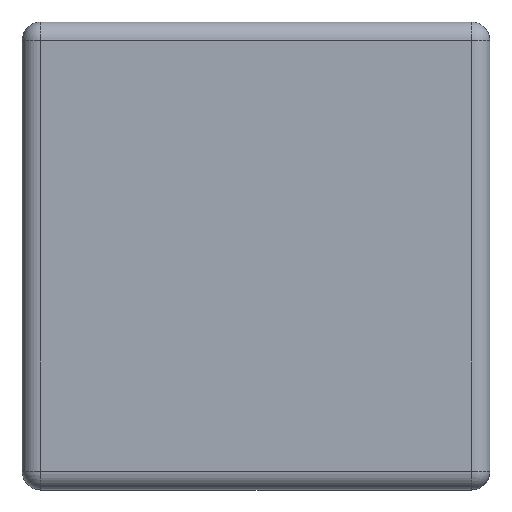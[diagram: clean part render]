
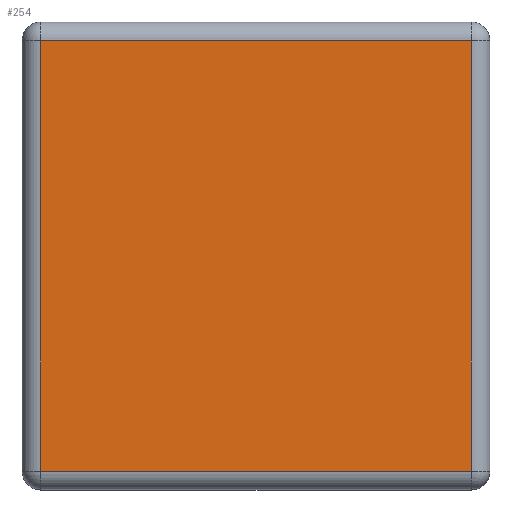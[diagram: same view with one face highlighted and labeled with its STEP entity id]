
A CAD part, top view. The second image highlights one B-rep face of the part: STEP entity #254.
In plain terms, the highlighted planar face has unit normal (0, 0, 1).
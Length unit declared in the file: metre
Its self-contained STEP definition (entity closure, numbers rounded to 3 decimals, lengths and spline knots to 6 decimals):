
#56=ORIENTED_EDGE('',*,*,#128,.T.);
#57=ORIENTED_EDGE('',*,*,#129,.T.);
#58=ORIENTED_EDGE('',*,*,#130,.T.);
#59=ORIENTED_EDGE('',*,*,#131,.T.);
#128=EDGE_CURVE('',#164,#165,#184,.T.);
#129=EDGE_CURVE('',#165,#166,#185,.T.);
#130=EDGE_CURVE('',#166,#167,#186,.F.);
#131=EDGE_CURVE('',#167,#164,#187,.F.);
#164=VERTEX_POINT('',#444);
#165=VERTEX_POINT('',#445);
#166=VERTEX_POINT('',#447);
#167=VERTEX_POINT('',#449);
#184=LINE('',#443,#204);
#185=LINE('',#446,#205);
#186=LINE('',#448,#206);
#187=LINE('',#450,#207);
#204=VECTOR('',#343,1.);
#205=VECTOR('',#344,1.);
#206=VECTOR('',#345,1.);
#207=VECTOR('',#346,1.);
#212=EDGE_LOOP('',(#56,#57,#58,#59));
#230=FACE_BOUND('',#212,.T.);
#248=PLANE('',#285);
#254=ADVANCED_FACE('',(#230),#248,.T.);
#285=AXIS2_PLACEMENT_3D('',#442,#341,#342);
#341=DIRECTION('',(0.,0.,1.));
#342=DIRECTION('',(1.,0.,0.));
#343=DIRECTION('',(0.,1.,0.));
#344=DIRECTION('',(-1.,0.,0.));
#345=DIRECTION('',(0.,1.,0.));
#346=DIRECTION('',(-1.,0.,0.));
#442=CARTESIAN_POINT('',(0.,0.,0.0117));
#443=CARTESIAN_POINT('',(0.0117,0.0127,0.0117));
#444=CARTESIAN_POINT('',(0.0117,-0.0117,0.0117));
#445=CARTESIAN_POINT('',(0.0117,0.0117,0.0117));
#446=CARTESIAN_POINT('',(-0.0127,0.0117,0.0117));
#447=CARTESIAN_POINT('',(-0.0117,0.0117,0.0117));
#448=CARTESIAN_POINT('',(-0.0117,0.,0.0117));
#449=CARTESIAN_POINT('',(-0.0117,-0.0117,0.0117));
#450=CARTESIAN_POINT('',(0.,-0.0117,0.0117));
